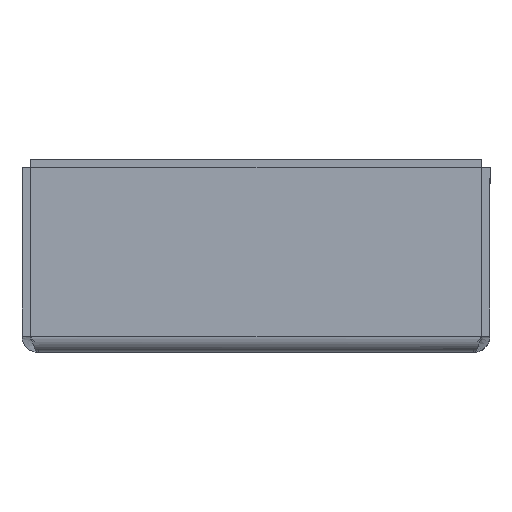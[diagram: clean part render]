
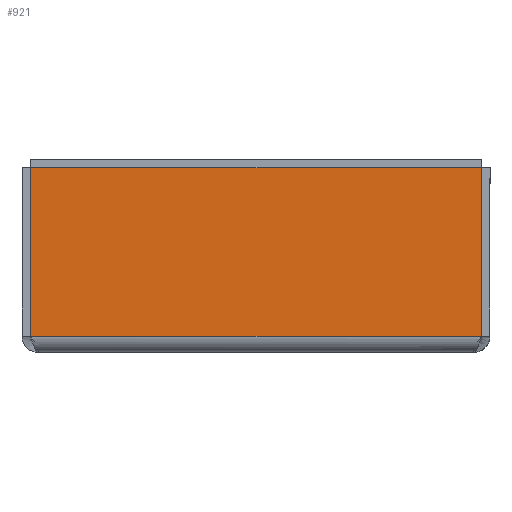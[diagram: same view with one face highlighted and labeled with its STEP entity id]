
A CAD part, left-side view. The second image highlights one B-rep face of the part: STEP entity #921.
In plain terms, the highlighted planar face has unit normal (-1, 0, 0).
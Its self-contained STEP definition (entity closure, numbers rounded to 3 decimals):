
#76=FACE_OUTER_BOUND('',#130,.T.);
#130=EDGE_LOOP('',(#675,#676,#677,#678));
#223=LINE('',#1282,#307);
#232=LINE('',#1610,#316);
#236=LINE('',#1617,#320);
#242=LINE('',#1681,#326);
#307=VECTOR('',#1070,10.);
#316=VECTOR('',#1083,10.);
#320=VECTOR('',#1089,10.);
#326=VECTOR('',#1097,10.);
#394=VERTEX_POINT('',#1279);
#395=VERTEX_POINT('',#1281);
#416=VERTEX_POINT('',#1609);
#418=VERTEX_POINT('',#1616);
#475=EDGE_CURVE('',#394,#395,#223,.T.);
#504=EDGE_CURVE('',#395,#416,#232,.T.);
#508=EDGE_CURVE('',#418,#416,#236,.T.);
#516=EDGE_CURVE('',#418,#394,#242,.T.);
#675=ORIENTED_EDGE('',*,*,#508,.T.);
#676=ORIENTED_EDGE('',*,*,#504,.F.);
#677=ORIENTED_EDGE('',*,*,#475,.F.);
#678=ORIENTED_EDGE('',*,*,#516,.F.);
#825=PLANE('',#983);
#921=ADVANCED_FACE('',(#76),#825,.F.);
#983=AXIS2_PLACEMENT_3D('',#1686,#1103,#1104);
#1070=DIRECTION('',(0.,-1.,0.));
#1083=DIRECTION('',(0.,0.,-1.));
#1089=DIRECTION('',(0.,-1.,0.));
#1097=DIRECTION('',(0.,0.,1.));
#1103=DIRECTION('center_axis',(1.,0.,0.));
#1104=DIRECTION('ref_axis',(0.,0.,-1.));
#1279=CARTESIAN_POINT('',(-299.5,54.929,8.));
#1281=CARTESIAN_POINT('',(-299.5,-54.929,8.));
#1282=CARTESIAN_POINT('',(-299.5,54.929,8.));
#1609=CARTESIAN_POINT('',(-299.5,-54.929,-33.));
#1610=CARTESIAN_POINT('',(-299.5,-54.929,-33.));
#1616=CARTESIAN_POINT('',(-299.5,54.929,-33.));
#1617=CARTESIAN_POINT('',(-299.5,0.,-33.));
#1681=CARTESIAN_POINT('',(-299.5,54.929,-33.));
#1686=CARTESIAN_POINT('Origin',(-299.5,0.,-14.529));
